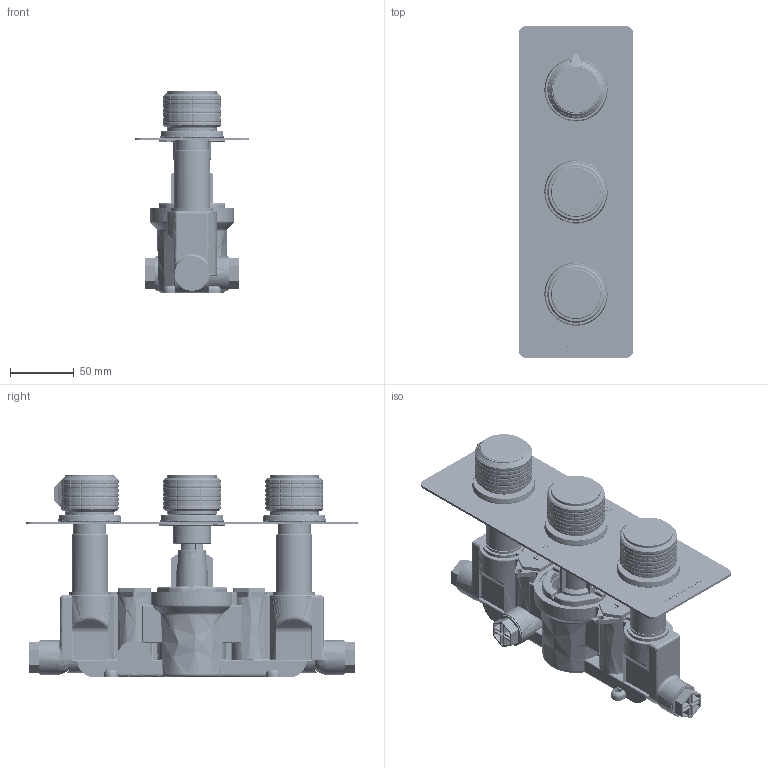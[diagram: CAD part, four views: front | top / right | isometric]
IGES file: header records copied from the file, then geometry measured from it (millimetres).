
Global section: file name: T2002-TCOR; native system: Autodesk Inventor 2020; preprocessor: unknown; author: adaniels; date: 20221207.091538; units: millimetre
Bounding box: 90 x 260 x 158.85 mm (x, y, z)
Volume: 648264.7 mm3; surface area: 349776 mm2
Topology: 76 solids, 81 shells, 6731 faces, 18493 edges, 12095 vertices
Faces by surface type: bspline 6731
